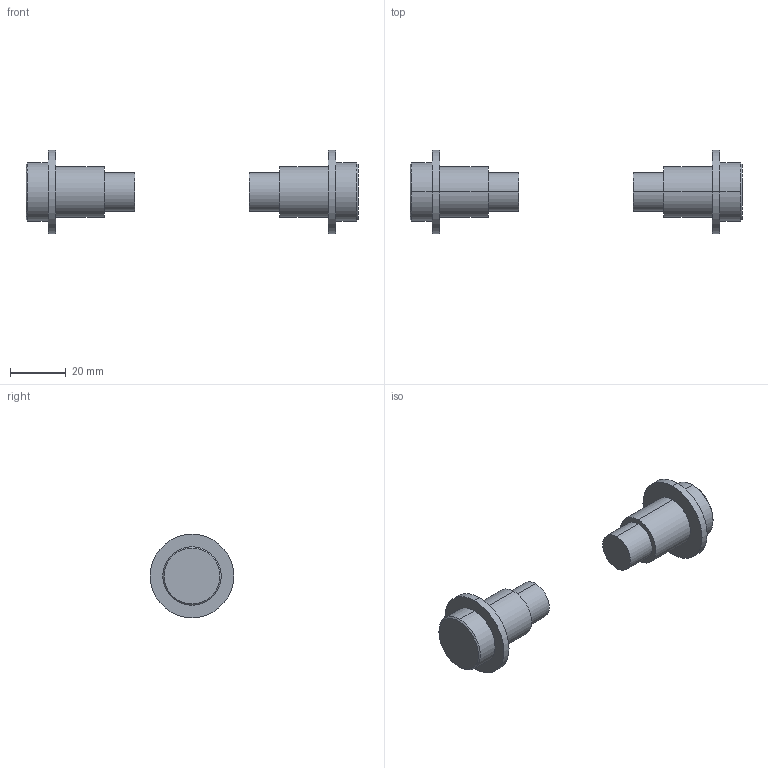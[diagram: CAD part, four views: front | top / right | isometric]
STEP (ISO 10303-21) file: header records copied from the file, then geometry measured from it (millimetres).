
FILE_DESCRIPTION (( 'STEP AP214' ), '1' );
FILE_NAME ('CG-T063.STEP', '2018-06-18T07:33:36', ( 'SONIC' ), ( 'UNITCOM PC' ), 'SwSTEP 2.0', 'SolidWorks 2015', '' );
FILE_SCHEMA (( 'AUTOMOTIVE_DESIGN' ));
Length unit declared in the file: millimetre
Products named in the file (1): CG-T063
Bounding box: 119.2 x 30 x 30 mm (x, y, z)
Volume: 21230.1 mm3; surface area: 10759 mm2
Topology: 4 solids, 4 shells, 36 faces, 68 edges, 44 vertices
Faces by surface type: cylinder 20, plane 12, cone 4
Entity records: 993 total; most frequent: DIRECTION 186, CARTESIAN_POINT 149, ORIENTED_EDGE 136, AXIS2_PLACEMENT_3D 81, EDGE_CURVE 68, VERTEX_POINT 44, EDGE_LOOP 44, CIRCLE 44
